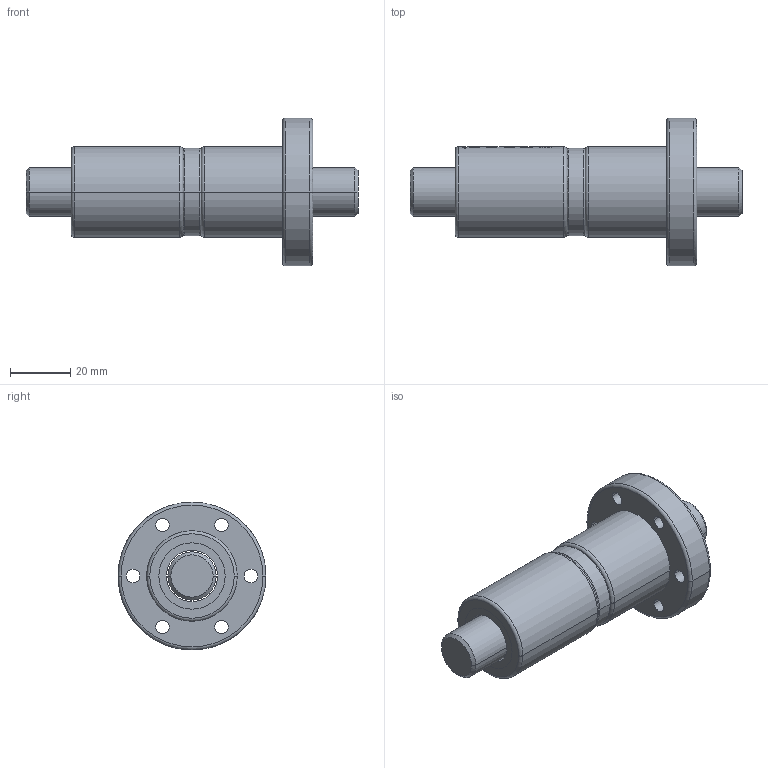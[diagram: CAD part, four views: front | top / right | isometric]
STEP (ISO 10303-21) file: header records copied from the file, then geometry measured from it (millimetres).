
FILE_DESCRIPTION (( 'STEP AP203' ), '1' );
FILE_NAME ('DFI01604.STEP', '2019-04-03T11:33:02', ( '' ), ( '' ), 'SwSTEP 2.0', 'SolidWorks 2015', '' );
FILE_SCHEMA (( 'CONFIG_CONTROL_DESIGN' ));
Length unit declared in the file: millimetre
Products named in the file (1): DFI01604
Bounding box: 110 x 49 x 49 mm (x, y, z)
Volume: 69873.4 mm3; surface area: 26252 mm2
Topology: 6 solids, 6 shells, 725 faces, 2012 edges, 1332 vertices
Faces by surface type: plane 616, cylinder 70, bspline 21, torus 14, cone 4
Entity records: 24973 total; most frequent: CARTESIAN_POINT 7516, ORIENTED_EDGE 4024, DIRECTION 3088, EDGE_CURVE 2012, VECTOR 1354, LINE 1354, VERTEX_POINT 1332, AXIS2_PLACEMENT_3D 867
